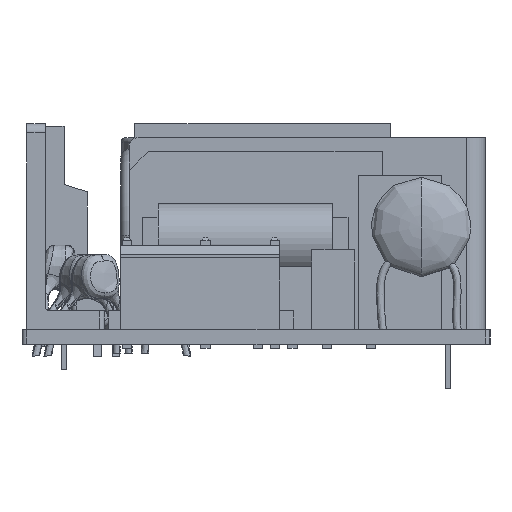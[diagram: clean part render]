
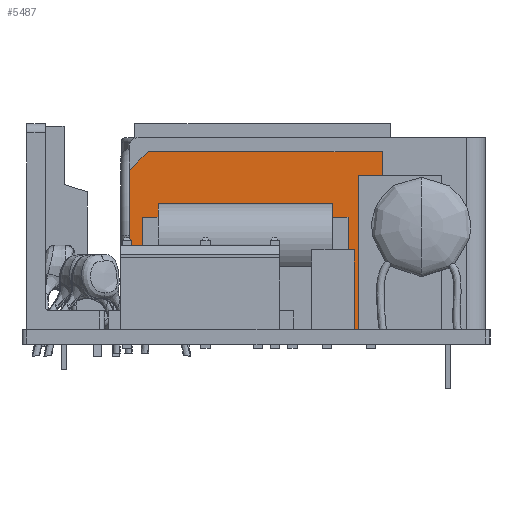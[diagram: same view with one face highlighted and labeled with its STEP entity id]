
A CAD part, left-side view. The second image highlights one B-rep face of the part: STEP entity #5487.
In plain terms, the highlighted planar face has unit normal (-1, 0, 0).
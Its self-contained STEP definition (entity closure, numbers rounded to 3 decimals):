
#293=DIRECTION('',(0.,-1.,0.));
#294=VECTOR('',#293,27.);
#295=CARTESIAN_POINT('',(-37.122,15.915,0.));
#296=LINE('',#295,#294);
#1564=DIRECTION('',(0.,0.707,-0.707));
#1565=VECTOR('',#1564,2.828);
#1566=CARTESIAN_POINT('',(-37.122,13.915,19.));
#1567=LINE('',#1566,#1565);
#1568=DIRECTION('',(0.,0.,1.));
#1569=VECTOR('',#1568,17.);
#1570=CARTESIAN_POINT('',(-37.122,15.915,0.));
#1571=LINE('',#1570,#1569);
#1613=DIRECTION('',(0.,-1.,0.));
#1614=VECTOR('',#1613,25.);
#1615=CARTESIAN_POINT('',(-37.122,13.915,19.));
#1616=LINE('',#1615,#1614);
#1617=DIRECTION('',(0.,0.,1.));
#1618=VECTOR('',#1617,19.);
#1619=CARTESIAN_POINT('',(-37.122,-11.085,0.));
#1620=LINE('',#1619,#1618);
#3189=CARTESIAN_POINT('',(-37.122,15.915,0.));
#3190=CARTESIAN_POINT('',(-37.122,-11.085,0.));
#3191=VERTEX_POINT('',#3189);
#3192=VERTEX_POINT('',#3190);
#3199=CARTESIAN_POINT('',(-37.122,-11.085,19.));
#3200=VERTEX_POINT('',#3199);
#3201=CARTESIAN_POINT('',(-37.122,13.915,19.));
#3202=CARTESIAN_POINT('',(-37.122,15.915,17.));
#3203=VERTEX_POINT('',#3201);
#3204=VERTEX_POINT('',#3202);
#5471=CARTESIAN_POINT('',(-37.122,15.915,0.));
#5472=DIRECTION('',(-1.,0.,0.));
#5473=DIRECTION('',(0.,-1.,0.));
#5474=AXIS2_PLACEMENT_3D('',#5471,#5472,#5473);
#5475=PLANE('',#5474);
#5477=ORIENTED_EDGE('',*,*,#5476,.F.);
#5479=ORIENTED_EDGE('',*,*,#5478,.T.);
#5481=ORIENTED_EDGE('',*,*,#5480,.F.);
#5482=ORIENTED_EDGE('',*,*,#3893,.F.);
#5484=ORIENTED_EDGE('',*,*,#5483,.T.);
#5485=EDGE_LOOP('',(#5477,#5479,#5481,#5482,#5484));
#5486=FACE_OUTER_BOUND('',#5485,.F.);
#3893=EDGE_CURVE('',#3191,#3192,#296,.T.);
#5476=EDGE_CURVE('',#3203,#3204,#1567,.T.);
#5478=EDGE_CURVE('',#3203,#3200,#1616,.T.);
#5480=EDGE_CURVE('',#3192,#3200,#1620,.T.);
#5483=EDGE_CURVE('',#3191,#3204,#1571,.T.);
#5487=ADVANCED_FACE('',(#5486),#5475,.T.);
